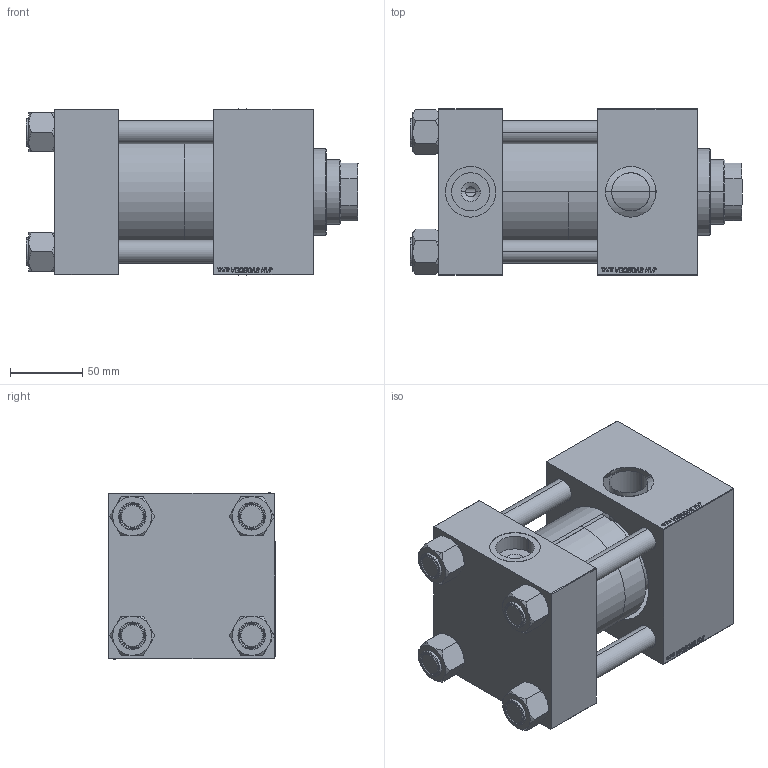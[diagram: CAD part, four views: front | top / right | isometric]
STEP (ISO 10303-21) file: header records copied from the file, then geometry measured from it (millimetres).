
FILE_DESCRIPTION (( 'STEP AP203' ), '1' );
FILE_NAME ('cbb1.STEP', '2022-04-16T22:26:46', ( '' ), ( '' ), 'SwSTEP 2.0', 'SolidWorks 2019', '' );
FILE_SCHEMA (( 'CONFIG_CONTROL_DESIGN' ));
Length unit declared in the file: millimetre
Products named in the file (6): V215CD_VC_C 4fd96fa9e1534aac5c5631408af05d2f; V215CD_Body_C 4fd96fa9e1534aac5c5631408af05d2f; V215CD_C_TYCINKA 4fd96fa9e1534aac5c5631408af05d2f; V215CD_VCP_C 4fd96fa9e1534aac5c5631408af05d2f; NUT_M5_V215CD_C 4fd96fa9e1534aac5c5631408af05d2f; cbb1
Assembly tree (11 placements, depth 2):
  cbb1
    V215CD_Body_C 4fd96fa9e1534aac5c5631408af05d2f
    V215CD_VC_C 4fd96fa9e1534aac5c5631408af05d2f
    V215CD_VCP_C 4fd96fa9e1534aac5c5631408af05d2f
    V215CD_C_TYCINKA 4fd96fa9e1534aac5c5631408af05d2f  x4
    NUT_M5_V215CD_C 4fd96fa9e1534aac5c5631408af05d2f  x4
Bounding box: 230 x 115 x 115 mm (x, y, z)
Volume: 603284.8 mm3; surface area: 260382.5 mm2
Topology: 10 solids, 11 shells, 1182 faces, 3035 edges, 1977 vertices
Faces by surface type: plane 564, bspline 390, cone 133, cylinder 87, torus 8
Entity records: 50830 total; most frequent: CARTESIAN_POINT 27246, ORIENTED_EDGE 5340, DIRECTION 3408, EDGE_CURVE 2670, VERTEX_POINT 1755, VECTOR 1618, LINE 1618, EDGE_LOOP 1177
